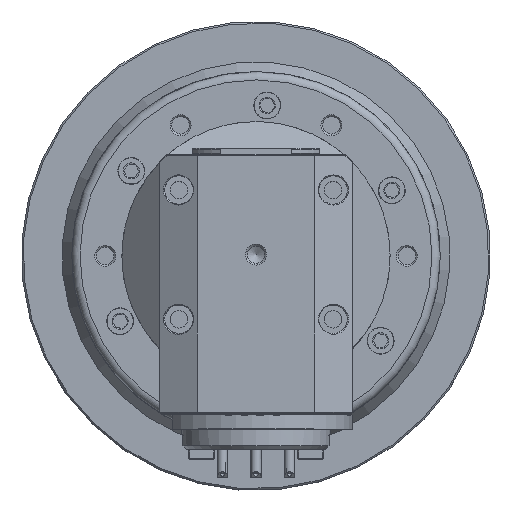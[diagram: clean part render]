
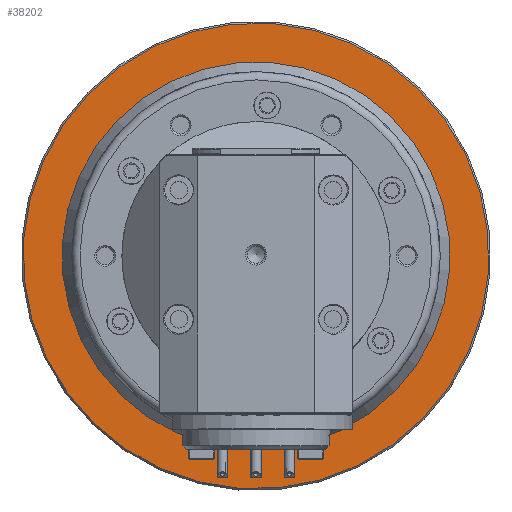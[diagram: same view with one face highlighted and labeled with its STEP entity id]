
A CAD part, top view. The second image highlights one B-rep face of the part: STEP entity #38202.
In plain terms, the highlighted planar face has unit normal (0, 0, 1).
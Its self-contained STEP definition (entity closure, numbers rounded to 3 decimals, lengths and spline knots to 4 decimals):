
#3640=FACE_BOUND('',#8802,.T.);
#4439=PLANE('',#42034);
#6336=FACE_OUTER_BOUND('',#8801,.T.);
#8801=EDGE_LOOP('',(#34100));
#8802=EDGE_LOOP('',(#34101));
#15762=CIRCLE('',#42033,5.4724);
#15763=CIRCLE('',#42035,4.558);
#19155=VERTEX_POINT('',#73024);
#19156=VERTEX_POINT('',#73028);
#24208=EDGE_CURVE('',#19155,#19155,#15762,.T.);
#24209=EDGE_CURVE('',#19156,#19156,#15763,.T.);
#34100=ORIENTED_EDGE('',*,*,#24208,.T.);
#34101=ORIENTED_EDGE('',*,*,#24209,.T.);
#38202=ADVANCED_FACE('',(#6336,#3640),#4439,.T.);
#42033=AXIS2_PLACEMENT_3D('',#73026,#51544,#51545);
#42034=AXIS2_PLACEMENT_3D('',#73027,#51546,#51547);
#42035=AXIS2_PLACEMENT_3D('',#73029,#51548,#51549);
#51544=DIRECTION('center_axis',(0.,0.,1.));
#51545=DIRECTION('ref_axis',(0.,1.,0.));
#51546=DIRECTION('center_axis',(0.,0.,1.));
#51547=DIRECTION('ref_axis',(0.,1.,0.));
#51548=DIRECTION('center_axis',(0.,0.,-1.));
#51549=DIRECTION('ref_axis',(0.,-1.,0.));
#73024=CARTESIAN_POINT('',(0.,5.4724,-0.3937));
#73026=CARTESIAN_POINT('Origin',(0.,0.,
-0.3937));
#73027=CARTESIAN_POINT('Origin',(0.,0.,-0.3937));
#73028=CARTESIAN_POINT('',(0.,4.558,-0.3937));
#73029=CARTESIAN_POINT('Origin',(0.,0.,
-0.3937));
